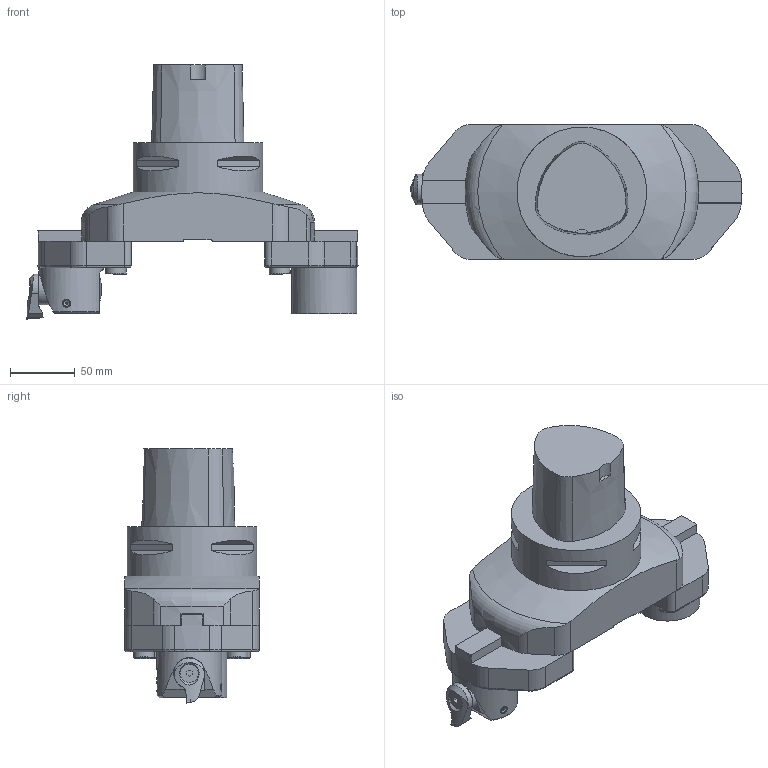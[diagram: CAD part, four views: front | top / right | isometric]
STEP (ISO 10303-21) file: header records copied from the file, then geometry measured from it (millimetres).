
FILE_DESCRIPTION(/* description */ ('3-D model version:1'),/* implementation_level */ '2;1');
FILE_NAME(/* name */ '825-265TC11-C10',/* time_stamp */ '2013-01-23T09:55:06+01:00',/* author */ ('InteractiveCad'),/* organization */ ('AB Sandvik Coromant'),/* preprocessor_version */ 'ST-DEVELOPER v11',/* originating_system */ 'SIEMENS UGS NX 6.0',/* authorisation */ '');
FILE_SCHEMA (('CONFIG_CONTROL_DESIGN'));
Length unit declared in the file: millimetre
Products named in the file (6): R825C_AF23STUC1103A_SIM; A34_R825C_E017A_SIM; S17_825XL_CW_SIM; S17_R825XLA34_020_SIM; C10_R822XLS17_AK076_SIM; 825_265TC11_C10_SIM
Assembly tree (5 placements, depth 2):
  825_265TC11_C10_SIM
    C10_R822XLS17_AK076_SIM
    S17_R825XLA34_020_SIM
    S17_825XL_CW_SIM
    A34_R825C_E017A_SIM
    R825C_AF23STUC1103A_SIM
Bounding box: 256.05 x 104 x 196 mm (x, y, z)
Volume: 1513134.5 mm3; surface area: 142232.8 mm2
Topology: 6 solids, 6 shells, 498 faces, 1337 edges, 882 vertices
Faces by surface type: plane 367, cylinder 78, cone 25, torus 22, sphere 3, extrusion 3
Full cylindrical faces by diameter (mm): 1.5 x1, 2.8 x1, 4.7 x1, 5 x1, 6 x1, 6.25 x1, 8 x1, 8.009 x1, 8.018 x1, 8.5 x1, 9.5 x1, 10 x4, 13.9 x1, 16 x4, 24 x1, 34 x2, 49.987 x1, 50 x1, 50.2 x1, 100 x1
Entity records: 16044 total; most frequent: CARTESIAN_POINT 3031, DIRECTION 2566, ORIENTED_EDGE 2532, EDGE_CURVE 1266, VECTOR 874, LINE 871, VERTEX_POINT 857, AXIS2_PLACEMENT_3D 846
